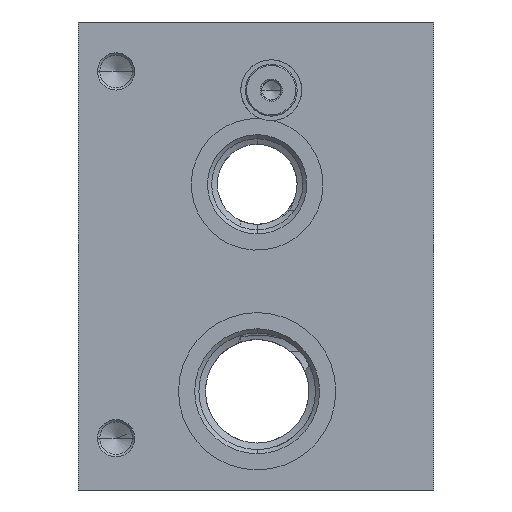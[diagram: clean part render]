
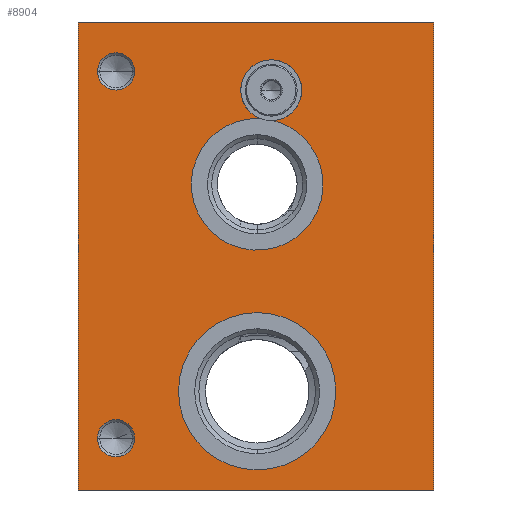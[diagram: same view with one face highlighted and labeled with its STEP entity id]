
A CAD part, front view. The second image highlights one B-rep face of the part: STEP entity #8904.
In plain terms, the highlighted planar face has unit normal (0, -1, 0).
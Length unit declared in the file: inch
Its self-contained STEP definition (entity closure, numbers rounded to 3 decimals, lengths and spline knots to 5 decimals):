
#5=DIRECTION('',(1.,0.,0.));
#6=VECTOR('',#5,4.719);
#7=CARTESIAN_POINT('',(0.,-15.75,0.));
#8=LINE('',#7,#6);
#80=DIRECTION('',(0.,0.,1.));
#81=VECTOR('',#80,6.219);
#82=CARTESIAN_POINT('',(4.719,-15.75,0.));
#83=LINE('',#82,#81);
#474=DIRECTION('',(0.,0.,1.));
#475=VECTOR('',#474,6.219);
#476=CARTESIAN_POINT('',(0.,-15.75,0.));
#477=LINE('',#476,#475);
#478=CARTESIAN_POINT('',(0.5,-15.75,0.688));
#479=DIRECTION('',(0.,1.,0.));
#480=DIRECTION('',(-1.,0.,0.));
#481=AXIS2_PLACEMENT_3D('',#478,#479,#480);
#483=CARTESIAN_POINT('',(0.5,-15.75,0.688));
#484=DIRECTION('',(0.,1.,0.));
#485=DIRECTION('',(1.,0.,0.));
#486=AXIS2_PLACEMENT_3D('',#483,#484,#485);
#488=CARTESIAN_POINT('',(0.5,-15.75,5.562));
#489=DIRECTION('',(0.,1.,0.));
#490=DIRECTION('',(-1.,0.,0.));
#491=AXIS2_PLACEMENT_3D('',#488,#489,#490);
#493=CARTESIAN_POINT('',(0.5,-15.75,5.562));
#494=DIRECTION('',(0.,1.,0.));
#495=DIRECTION('',(1.,0.,0.));
#496=AXIS2_PLACEMENT_3D('',#493,#494,#495);
#498=CARTESIAN_POINT('',(2.375,-15.75,1.312));
#499=DIRECTION('',(0.,1.,0.));
#500=DIRECTION('',(0.,0.,-1.));
#501=AXIS2_PLACEMENT_3D('',#498,#499,#500);
#503=CARTESIAN_POINT('',(2.375,-15.75,1.312));
#504=DIRECTION('',(0.,1.,0.));
#505=DIRECTION('',(0.,0.,1.));
#506=AXIS2_PLACEMENT_3D('',#503,#504,#505);
#508=CARTESIAN_POINT('',(2.562,-15.75,5.312));
#509=DIRECTION('',(0.,1.,0.));
#510=DIRECTION('',(-0.373,0.,-0.928));
#511=AXIS2_PLACEMENT_3D('',#508,#509,#510);
#513=CARTESIAN_POINT('',(2.562,-15.75,5.312));
#514=DIRECTION('',(0.,1.,0.));
#515=DIRECTION('',(0.,0.,1.));
#516=AXIS2_PLACEMENT_3D('',#513,#514,#515);
#530=DIRECTION('',(1.,0.,0.));
#531=VECTOR('',#530,4.719);
#532=CARTESIAN_POINT('',(0.,-15.75,6.219));
#533=LINE('',#532,#531);
#1537=CARTESIAN_POINT('',(2.375,-15.75,4.062));
#1538=DIRECTION('',(0.,1.,0.));
#1539=DIRECTION('',(0.253,0.,0.967));
#1540=AXIS2_PLACEMENT_3D('',#1537,#1538,#1539);
#7210=CARTESIAN_POINT('',(0.,-15.75,0.));
#7212=VERTEX_POINT('',#7210);
#7213=CARTESIAN_POINT('',(4.719,-15.75,0.));
#7214=VERTEX_POINT('',#7213);
#7218=CARTESIAN_POINT('',(0.,-15.75,6.219));
#7220=VERTEX_POINT('',#7218);
#7221=CARTESIAN_POINT('',(4.719,-15.75,6.219));
#7222=VERTEX_POINT('',#7221);
#8065=CARTESIAN_POINT('',(0.253,-15.75,0.688));
#8067=VERTEX_POINT('',#8065);
#8069=CARTESIAN_POINT('',(0.747,-15.75,0.688));
#8071=VERTEX_POINT('',#8069);
#8079=CARTESIAN_POINT('',(0.253,-15.75,5.562));
#8081=VERTEX_POINT('',#8079);
#8083=CARTESIAN_POINT('',(0.747,-15.75,5.562));
#8085=VERTEX_POINT('',#8083);
#8103=CARTESIAN_POINT('',(2.375,-15.75,0.267));
#8104=CARTESIAN_POINT('',(2.375,-15.75,2.357));
#8105=VERTEX_POINT('',#8103);
#8106=VERTEX_POINT('',#8104);
#8207=CARTESIAN_POINT('',(2.41084,-15.75,4.93627));
#8208=CARTESIAN_POINT('',(2.562,-15.75,5.717));
#8209=VERTEX_POINT('',#8207);
#8210=VERTEX_POINT('',#8208);
#8211=CARTESIAN_POINT('',(2.59658,-15.75,4.90848));
#8212=VERTEX_POINT('',#8211);
#8866=CARTESIAN_POINT('',(0.,-15.75,0.));
#8867=DIRECTION('',(0.,-1.,0.));
#8868=DIRECTION('',(1.,0.,0.));
#8869=AXIS2_PLACEMENT_3D('',#8866,#8867,#8868);
#8870=PLANE('',#8869);
#8871=ORIENTED_EDGE('',*,*,#8546,.F.);
#8872=ORIENTED_EDGE('',*,*,#8571,.T.);
#8874=ORIENTED_EDGE('',*,*,#8873,.T.);
#8875=ORIENTED_EDGE('',*,*,#8624,.F.);
#8876=EDGE_LOOP('',(#8871,#8872,#8874,#8875));
#8877=FACE_OUTER_BOUND('',#8876,.F.);
#8879=ORIENTED_EDGE('',*,*,#8878,.F.);
#8881=ORIENTED_EDGE('',*,*,#8880,.F.);
#8882=EDGE_LOOP('',(#8879,#8881));
#8883=FACE_BOUND('',#8882,.F.);
#8885=ORIENTED_EDGE('',*,*,#8884,.F.);
#8887=ORIENTED_EDGE('',*,*,#8886,.F.);
#8888=EDGE_LOOP('',(#8885,#8887));
#8889=FACE_BOUND('',#8888,.F.);
#8891=ORIENTED_EDGE('',*,*,#8890,.F.);
#8893=ORIENTED_EDGE('',*,*,#8892,.F.);
#8894=EDGE_LOOP('',(#8891,#8893));
#8895=FACE_BOUND('',#8894,.F.);
#8897=ORIENTED_EDGE('',*,*,#8896,.F.);
#8899=ORIENTED_EDGE('',*,*,#8898,.F.);
#8901=ORIENTED_EDGE('',*,*,#8900,.F.);
#8902=EDGE_LOOP('',(#8897,#8899,#8901));
#8903=FACE_BOUND('',#8902,.F.);
#8904=ADVANCED_FACE('',(#8877,#8883,#8889,#8895,#8903),#8870,.T.);
#482=CIRCLE('',#481,0.247);
#487=CIRCLE('',#486,0.247);
#492=CIRCLE('',#491,0.247);
#497=CIRCLE('',#496,0.247);
#502=CIRCLE('',#501,1.045);
#507=CIRCLE('',#506,1.045);
#512=CIRCLE('',#511,0.405);
#517=CIRCLE('',#516,0.405);
#1541=CIRCLE('',#1540,0.875);
#8546=EDGE_CURVE('',#7212,#7214,#8,.T.);
#8571=EDGE_CURVE('',#7212,#7220,#477,.T.);
#8624=EDGE_CURVE('',#7214,#7222,#83,.T.);
#8873=EDGE_CURVE('',#7220,#7222,#533,.T.);
#8878=EDGE_CURVE('',#8067,#8071,#482,.T.);
#8880=EDGE_CURVE('',#8071,#8067,#487,.T.);
#8884=EDGE_CURVE('',#8081,#8085,#492,.T.);
#8886=EDGE_CURVE('',#8085,#8081,#497,.T.);
#8890=EDGE_CURVE('',#8105,#8106,#502,.T.);
#8892=EDGE_CURVE('',#8106,#8105,#507,.T.);
#8896=EDGE_CURVE('',#8209,#8210,#512,.T.);
#8898=EDGE_CURVE('',#8212,#8209,#1541,.T.);
#8900=EDGE_CURVE('',#8210,#8212,#517,.T.);
